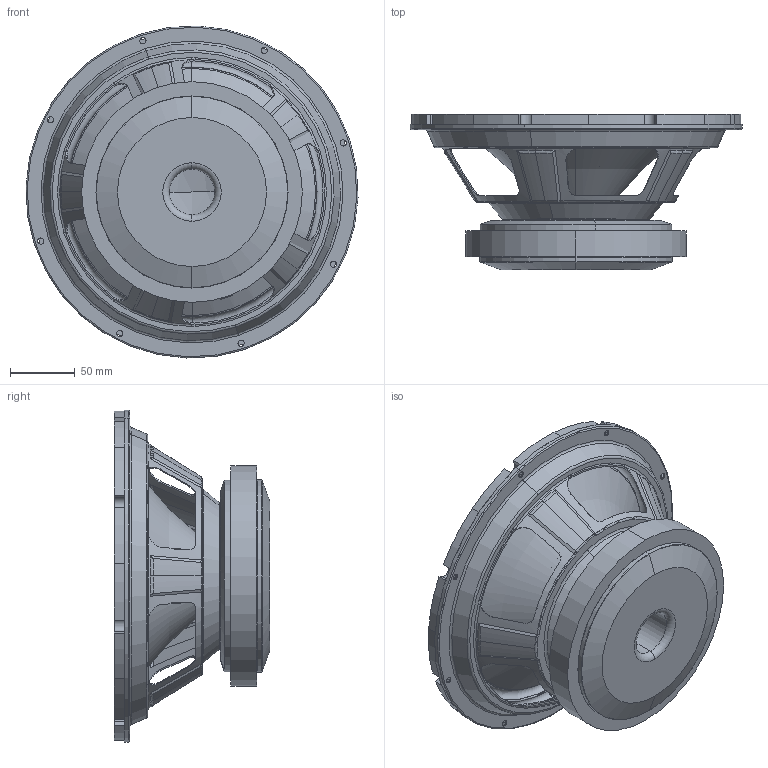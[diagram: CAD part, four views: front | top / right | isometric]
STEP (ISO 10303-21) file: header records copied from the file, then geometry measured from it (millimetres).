
FILE_DESCRIPTION (( 'STEP AP214' ), '1' );
FILE_NAME ('033 3D.STEP', '2023-04-20T09:05:44', ( '' ), ( '' ), 'SwSTEP 2.0', 'SolidWorks 2020', '' );
FILE_SCHEMA (( 'AUTOMOTIVE_DESIGN' ));
Length unit declared in the file: millimetre
Products named in the file (1): 033 3D
Bounding box: 255.84 x 119.85 x 255.84 mm (x, y, z)
Surface area: 357518.3 mm2 (no closed solid volume)
Topology: 0 solids, 14 shells, 300 faces, 905 edges, 606 vertices
Faces by surface type: cylinder 93, torus 72, plane 65, cone 38, bspline 30, sphere 2
Entity records: 15471 total; most frequent: CARTESIAN_POINT 4137, DIRECTION 1691, ORIENTED_EDGE 1651, EDGE_CURVE 905, AXIS2_PLACEMENT_3D 723, VERTEX_POINT 606, CIRCLE 452, EDGE_LOOP 344
